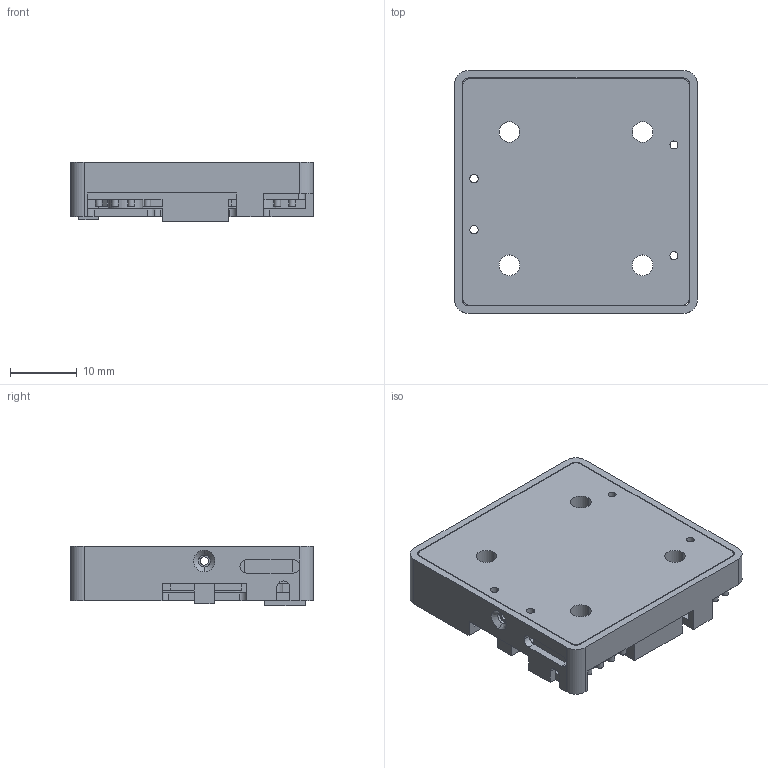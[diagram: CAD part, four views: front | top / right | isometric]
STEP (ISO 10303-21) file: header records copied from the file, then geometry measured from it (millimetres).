
FILE_DESCRIPTION (( 'STEP AP203' ), '1' );
FILE_NAME ('×°ÅäÌå6.STEP', '2021-11-06T09:16:09', ( '' ), ( '' ), 'SwSTEP 2.0', 'SolidWorks 2018', '' );
FILE_SCHEMA (( 'CONFIG_CONTROL_DESIGN' ));
Length unit declared in the file: millimetre
Products named in the file (4): 蚾饜极6; 奻裔; 萇繚啣; 菁啣
Assembly tree (3 placements, depth 2):
  蚾饜极6
    菁啣
    萇繚啣
    奻裔
Bounding box: 36.4 x 36.4 x 8.9 mm (x, y, z)
Volume: 6511.3 mm3; surface area: 10347.8 mm2
Topology: 3 solids, 3 shells, 357 faces, 975 edges, 642 vertices
Faces by surface type: plane 184, cylinder 167, cone 6
Entity records: 11921 total; most frequent: DIRECTION 2059, CARTESIAN_POINT 1986, ORIENTED_EDGE 1950, EDGE_CURVE 975, AXIS2_PLACEMENT_3D 723, VERTEX_POINT 642, LINE 613, VECTOR 613
